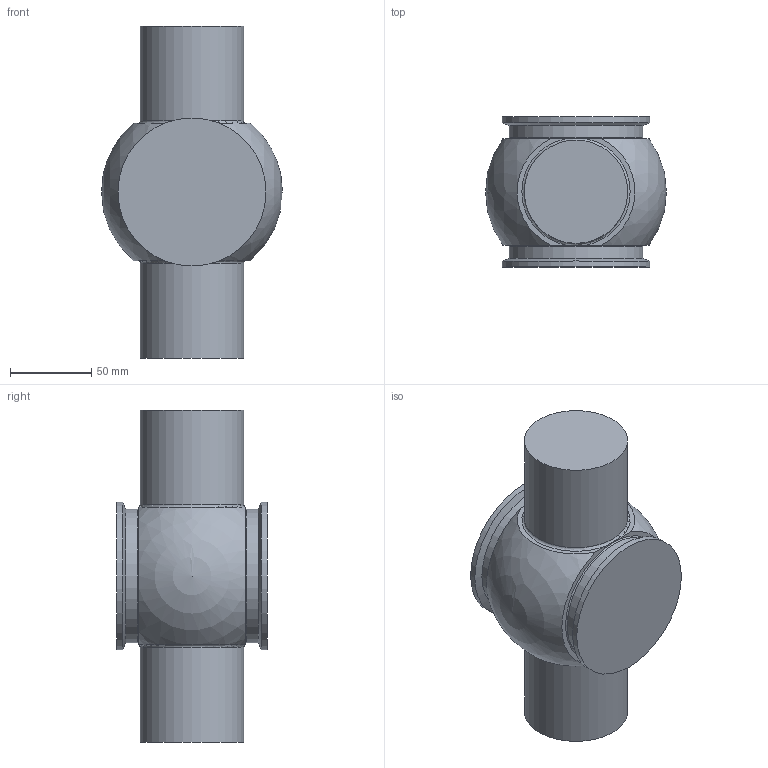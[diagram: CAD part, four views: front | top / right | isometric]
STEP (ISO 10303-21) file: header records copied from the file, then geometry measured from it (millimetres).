
FILE_DESCRIPTION(/* description */ ('STEP AP203'),/* implementation_level */ '2;1');
FILE_NAME(/* name */ '107896.STEP',/* time_stamp */ '2021-04-22T14:29:07+06:00',/* author */ ('H7M44K'),/* organization */ (''),/* preprocessor_version */ 'ST-DEVELOPER v18.1',/* originating_system */ 'Autodesk Inventor 2020',/* authorisation */ '');
FILE_SCHEMA (('AUTOMOTIVE_DESIGN { 1 0 10303 214 3 1 1 }'));
Length unit declared in the file: inch
Products named in the file (1): 107896
Bounding box: 111.1 x 92.2 x 203.96 mm (x, y, z)
Volume: 1034677.8 mm3; surface area: 68983.9 mm2
Topology: 1 solids, 1 shells, 24 faces, 72 edges, 50 vertices
Faces by surface type: plane 10, cylinder 6, torus 4, cone 2, sphere 2
Full cylindrical faces by diameter (mm): 63.5 x2, 81.89 x2, 90.907 x2
Entity records: 915 total; most frequent: CARTESIAN_POINT 181, DIRECTION 166, ORIENTED_EDGE 140, AXIS2_PLACEMENT_3D 75, EDGE_CURVE 70, CIRCLE 50, VERTEX_POINT 50, EDGE_LOOP 26
